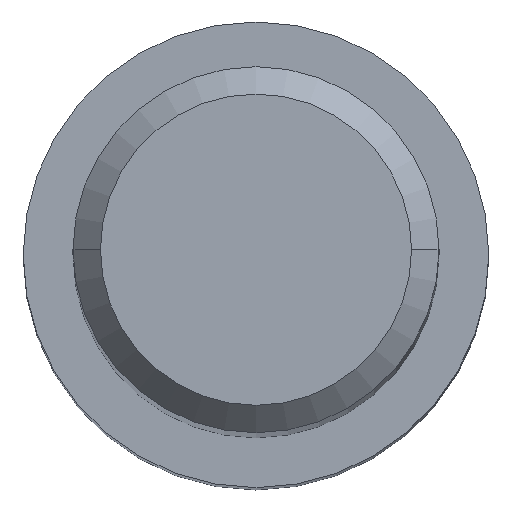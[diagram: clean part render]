
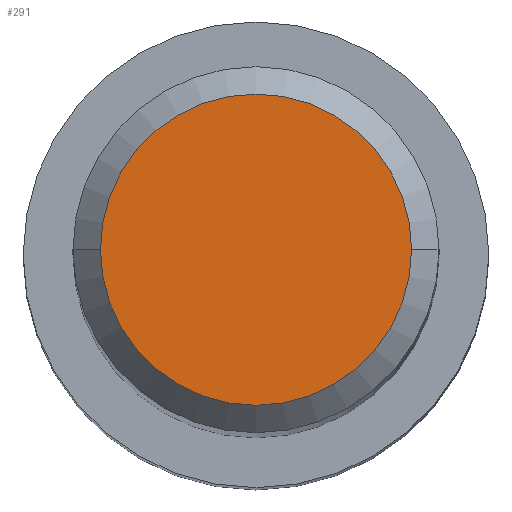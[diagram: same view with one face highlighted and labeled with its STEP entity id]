
A CAD part, top view. The second image highlights one B-rep face of the part: STEP entity #291.
In plain terms, the highlighted planar face has unit normal (0, 0, 1).
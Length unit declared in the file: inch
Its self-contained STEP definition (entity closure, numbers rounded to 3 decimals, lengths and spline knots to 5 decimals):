
#8 = CARTESIAN_POINT ( 'NONE',  ( 0.05312, 0., 0. ) ) ;
#14 = DIRECTION ( 'NONE',  ( 1., 0., 0. ) ) ;
#31 = DIRECTION ( 'NONE',  ( -1., 0., 0. ) ) ;
#61 = DIRECTION ( 'NONE',  ( 0., 0., 1. ) ) ;
#65 = EDGE_CURVE ( 'NONE', #71, #235, #165, .T. ) ;
#71 = VERTEX_POINT ( 'NONE', #117 ) ;
#91 = EDGE_CURVE ( 'NONE', #235, #71, #211, .T. ) ;
#99 = EDGE_LOOP ( 'NONE', ( #286, #180 ) ) ;
#117 = CARTESIAN_POINT ( 'NONE',  ( -0.05312, 0., 0. ) ) ;
#165 = CIRCLE ( 'NONE', #323, 0.05312 ) ;
#172 = CARTESIAN_POINT ( 'NONE',  ( 0., 0., 0. ) ) ;
#176 = CARTESIAN_POINT ( 'NONE',  ( 0., 0., 0. ) ) ;
#180 = ORIENTED_EDGE ( 'NONE', *, *, #91, .T. ) ;
#181 = AXIS2_PLACEMENT_3D ( 'NONE', #172, #254, #223 ) ;
#196 = CARTESIAN_POINT ( 'NONE',  ( 0., 0., 0. ) ) ;
#211 = CIRCLE ( 'NONE', #181, 0.05312 ) ;
#223 = DIRECTION ( 'NONE',  ( 1., 0., 0. ) ) ;
#235 = VERTEX_POINT ( 'NONE', #8 ) ;
#245 = PLANE ( 'NONE',  #282 ) ;
#254 = DIRECTION ( 'NONE',  ( 0., 0., 1. ) ) ;
#269 = FACE_OUTER_BOUND ( 'NONE', #99, .T. ) ;
#272 = DIRECTION ( 'NONE',  ( 0., 0., -1. ) ) ;
#282 = AXIS2_PLACEMENT_3D ( 'NONE', #196, #272, #31 ) ;
#286 = ORIENTED_EDGE ( 'NONE', *, *, #65, .T. ) ;
#291 = ADVANCED_FACE ( 'NONE', ( #269 ), #245, .F. ) ;
#323 = AXIS2_PLACEMENT_3D ( 'NONE', #176, #61, #14 ) ;
